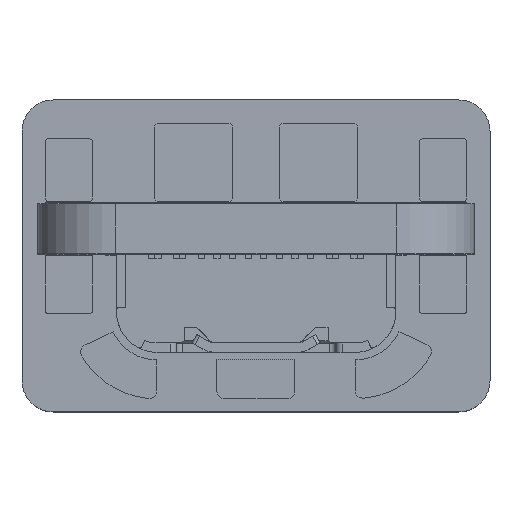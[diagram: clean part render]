
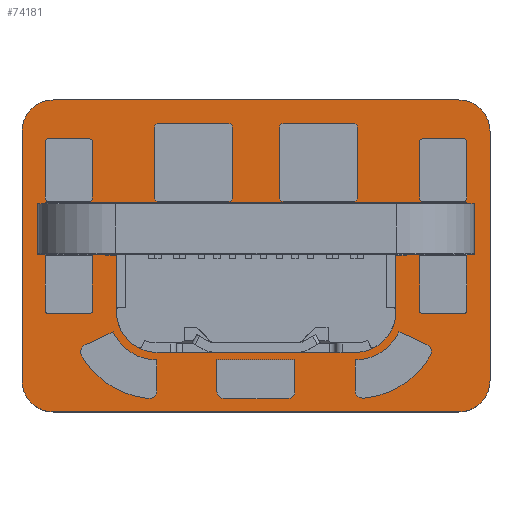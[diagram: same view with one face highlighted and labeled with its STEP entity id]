
A CAD part, top view. The second image highlights one B-rep face of the part: STEP entity #74181.
In plain terms, the highlighted planar face has unit normal (0, 0, 1).
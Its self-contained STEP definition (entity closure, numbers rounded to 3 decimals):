
#73916 = VERTEX_POINT('',#73917);
#73917 = CARTESIAN_POINT('',(56.75,-4.,1.6));
#73923 = EDGE_CURVE('',#73916,#73924,#73926,.T.);
#73924 = VERTEX_POINT('',#73925);
#73925 = CARTESIAN_POINT('',(57.75,-5.,1.6));
#73926 = CIRCLE('',#73927,1.);
#73927 = AXIS2_PLACEMENT_3D('',#73928,#73929,#73930);
#73928 = CARTESIAN_POINT('',(56.75,-5.,1.6));
#73929 = DIRECTION('',(0.,0.,-1.));
#73930 = DIRECTION('',(0.,1.,0.));
#73956 = EDGE_CURVE('',#73924,#73957,#73959,.T.);
#73957 = VERTEX_POINT('',#73958);
#73958 = CARTESIAN_POINT('',(57.75,-13.,1.6));
#73959 = LINE('',#73960,#73961);
#73960 = CARTESIAN_POINT('',(57.75,-5.,1.6));
#73961 = VECTOR('',#73962,1.);
#73962 = DIRECTION('',(0.,-1.,0.));
#73987 = EDGE_CURVE('',#73957,#73988,#73990,.T.);
#73988 = VERTEX_POINT('',#73989);
#73989 = CARTESIAN_POINT('',(56.75,-14.,1.6));
#73990 = CIRCLE('',#73991,1.);
#73991 = AXIS2_PLACEMENT_3D('',#73992,#73993,#73994);
#73992 = CARTESIAN_POINT('',(56.75,-13.,1.6));
#73993 = DIRECTION('',(0.,0.,-1.));
#73994 = DIRECTION('',(1.,0.,0.));
#74020 = EDGE_CURVE('',#73988,#74021,#74023,.T.);
#74021 = VERTEX_POINT('',#74022);
#74022 = CARTESIAN_POINT('',(43.75,-14.,1.6));
#74023 = LINE('',#74024,#74025);
#74024 = CARTESIAN_POINT('',(56.75,-14.,1.6));
#74025 = VECTOR('',#74026,1.);
#74026 = DIRECTION('',(-1.,0.,0.));
#74051 = EDGE_CURVE('',#74021,#74052,#74054,.T.);
#74052 = VERTEX_POINT('',#74053);
#74053 = CARTESIAN_POINT('',(42.75,-13.,1.6));
#74054 = CIRCLE('',#74055,1.);
#74055 = AXIS2_PLACEMENT_3D('',#74056,#74057,#74058);
#74056 = CARTESIAN_POINT('',(43.75,-13.,1.6));
#74057 = DIRECTION('',(0.,0.,-1.));
#74058 = DIRECTION('',(0.,-1.,0.));
#74084 = EDGE_CURVE('',#74052,#74085,#74087,.T.);
#74085 = VERTEX_POINT('',#74086);
#74086 = CARTESIAN_POINT('',(42.75,-5.,1.6));
#74087 = LINE('',#74088,#74089);
#74088 = CARTESIAN_POINT('',(42.75,-13.,1.6));
#74089 = VECTOR('',#74090,1.);
#74090 = DIRECTION('',(0.,1.,0.));
#74115 = EDGE_CURVE('',#74085,#74116,#74118,.T.);
#74116 = VERTEX_POINT('',#74117);
#74117 = CARTESIAN_POINT('',(43.75,-4.,1.6));
#74118 = CIRCLE('',#74119,1.);
#74119 = AXIS2_PLACEMENT_3D('',#74120,#74121,#74122);
#74120 = CARTESIAN_POINT('',(43.75,-5.,1.6));
#74121 = DIRECTION('',(0.,0.,-1.));
#74122 = DIRECTION('',(-1.,0.,-0.));
#74148 = EDGE_CURVE('',#74116,#73916,#74149,.T.);
#74149 = LINE('',#74150,#74151);
#74150 = CARTESIAN_POINT('',(43.75,-4.,1.6));
#74151 = VECTOR('',#74152,1.);
#74152 = DIRECTION('',(1.,0.,0.));
#74181 = ADVANCED_FACE('',(#74182),#74192,.F.);
#74182 = FACE_BOUND('',#74183,.F.);
#74183 = EDGE_LOOP('',(#74184,#74185,#74186,#74187,#74188,#74189,#74190,
    #74191));
#74184 = ORIENTED_EDGE('',*,*,#73923,.T.);
#74185 = ORIENTED_EDGE('',*,*,#73956,.T.);
#74186 = ORIENTED_EDGE('',*,*,#73987,.T.);
#74187 = ORIENTED_EDGE('',*,*,#74020,.T.);
#74188 = ORIENTED_EDGE('',*,*,#74051,.T.);
#74189 = ORIENTED_EDGE('',*,*,#74084,.T.);
#74190 = ORIENTED_EDGE('',*,*,#74115,.T.);
#74191 = ORIENTED_EDGE('',*,*,#74148,.T.);
#74192 = PLANE('',#74193);
#74193 = AXIS2_PLACEMENT_3D('',#74194,#74195,#74196);
#74194 = CARTESIAN_POINT('',(50.25,-9.,1.6));
#74195 = DIRECTION('',(-0.,-0.,-1.));
#74196 = DIRECTION('',(-1.,0.,0.));
